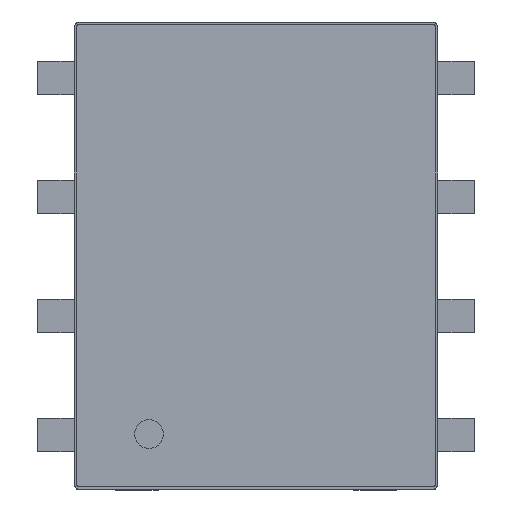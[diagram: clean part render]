
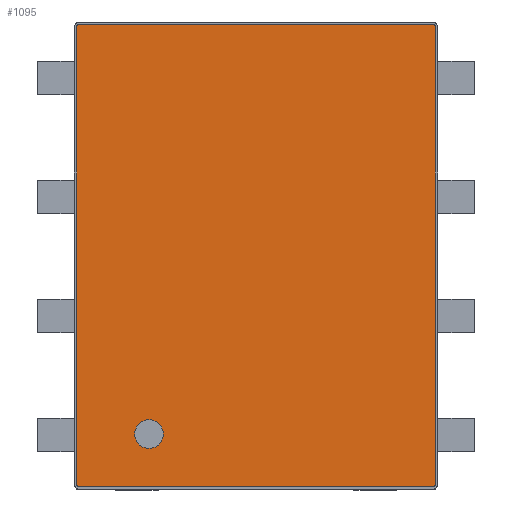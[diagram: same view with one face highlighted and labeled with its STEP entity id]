
A CAD part, top view. The second image highlights one B-rep face of the part: STEP entity #1095.
In plain terms, the highlighted planar face has unit normal (0, 0, 1).
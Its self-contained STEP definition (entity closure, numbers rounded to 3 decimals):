
#733=CARTESIAN_POINT('',(-2.54,-3.735,10.54));
#734=VERTEX_POINT('',#733);
#743=CARTESIAN_POINT('',(-1.94,-3.735,10.54));
#744=VERTEX_POINT('',#743);
#745=CARTESIAN_POINT('',(-2.24,-3.735,10.54));
#746=DIRECTION('',(0.0,0.0,-1.0));
#747=DIRECTION('',(-1.0,0.0,0.0));
#748=AXIS2_PLACEMENT_3D('',#745,#746,#747);
#749=CIRCLE('',#748,0.3);
#750=EDGE_CURVE('',#744,#734,#749,.T.);
#784=CARTESIAN_POINT('',(-2.24,-3.735,10.54));
#785=DIRECTION('',(0.0,0.0,-1.0));
#786=DIRECTION('',(-1.0,0.0,0.0));
#787=AXIS2_PLACEMENT_3D('',#784,#785,#786);
#788=CIRCLE('',#787,0.3);
#789=EDGE_CURVE('',#734,#744,#788,.T.);
#809=CARTESIAN_POINT('',(-3.75,4.79,10.54));
#810=VERTEX_POINT('',#809);
#811=CARTESIAN_POINT('',(-3.7,4.84,10.54));
#812=VERTEX_POINT('',#811);
#813=CARTESIAN_POINT('',(-3.7,4.79,10.54));
#814=DIRECTION('',(0.0,0.0,-1.0));
#815=DIRECTION('',(-0.707,0.707,0.0));
#816=AXIS2_PLACEMENT_3D('',#813,#814,#815);
#817=CIRCLE('',#816,0.05);
#818=EDGE_CURVE('',#810,#812,#817,.T.);
#860=CARTESIAN_POINT('',(-3.75,-4.79,10.54));
#861=VERTEX_POINT('',#860);
#868=CARTESIAN_POINT('',(-3.75,4.79,10.54));
#869=DIRECTION('',(0.0,-1.0,0.0));
#870=VECTOR('',#869,9.58);
#871=LINE('',#868,#870);
#872=EDGE_CURVE('',#810,#861,#871,.T.);
#941=CARTESIAN_POINT('',(-3.7,-4.84,10.54));
#942=VERTEX_POINT('',#941);
#943=CARTESIAN_POINT('',(-3.7,-4.79,10.54));
#944=DIRECTION('',(0.0,0.0,-1.0));
#945=DIRECTION('',(-0.707,-0.707,0.0));
#946=AXIS2_PLACEMENT_3D('',#943,#944,#945);
#947=CIRCLE('',#946,0.05);
#948=EDGE_CURVE('',#942,#861,#947,.T.);
#968=CARTESIAN_POINT('',(3.7,-4.84,10.54));
#969=VERTEX_POINT('',#968);
#976=CARTESIAN_POINT('',(-3.7,-4.84,10.54));
#977=DIRECTION('',(1.0,0.0,0.0));
#978=VECTOR('',#977,7.4);
#979=LINE('',#976,#978);
#980=EDGE_CURVE('',#942,#969,#979,.T.);
#990=CARTESIAN_POINT('',(3.75,-4.79,10.54));
#991=VERTEX_POINT('',#990);
#992=CARTESIAN_POINT('',(3.7,-4.79,10.54));
#993=DIRECTION('',(0.0,0.0,-1.0));
#994=DIRECTION('',(0.707,-0.707,0.0));
#995=AXIS2_PLACEMENT_3D('',#992,#993,#994);
#996=CIRCLE('',#995,0.05);
#997=EDGE_CURVE('',#991,#969,#996,.T.);
#1017=CARTESIAN_POINT('',(3.75,4.79,10.54));
#1018=VERTEX_POINT('',#1017);
#1025=CARTESIAN_POINT('',(3.75,-4.79,10.54));
#1026=DIRECTION('',(0.0,1.0,0.0));
#1027=VECTOR('',#1026,9.58);
#1028=LINE('',#1025,#1027);
#1029=EDGE_CURVE('',#991,#1018,#1028,.T.);
#1039=CARTESIAN_POINT('',(3.7,4.84,10.54));
#1040=VERTEX_POINT('',#1039);
#1041=CARTESIAN_POINT('',(3.7,4.79,10.54));
#1042=DIRECTION('',(0.0,0.0,-1.0));
#1043=DIRECTION('',(0.707,0.707,0.0));
#1044=AXIS2_PLACEMENT_3D('',#1041,#1042,#1043);
#1045=CIRCLE('',#1044,0.05);
#1046=EDGE_CURVE('',#1040,#1018,#1045,.T.);
#1065=CARTESIAN_POINT('',(3.7,4.84,10.54));
#1066=DIRECTION('',(-1.0,0.0,0.0));
#1067=VECTOR('',#1066,7.4);
#1068=LINE('',#1065,#1067);
#1069=EDGE_CURVE('',#1040,#812,#1068,.T.);
#1076=CARTESIAN_POINT('',(0.,0.,10.54));
#1077=DIRECTION('',(0.0,0.0,1.0));
#1078=DIRECTION('',(0.0,-1.0,0.0));
#1079=AXIS2_PLACEMENT_3D('',#1076,#1077,#1078);
#1080=PLANE('',#1079);
#1081=ORIENTED_EDGE('',*,*,#818,.F.);
#1082=ORIENTED_EDGE('',*,*,#872,.T.);
#1083=ORIENTED_EDGE('',*,*,#948,.F.);
#1084=ORIENTED_EDGE('',*,*,#980,.T.);
#1085=ORIENTED_EDGE('',*,*,#997,.F.);
#1086=ORIENTED_EDGE('',*,*,#1029,.T.);
#1087=ORIENTED_EDGE('',*,*,#1046,.F.);
#1088=ORIENTED_EDGE('',*,*,#1069,.T.);
#1089=EDGE_LOOP('',(#1081,#1082,#1083,#1084,#1085,#1086,#1087,#1088));
#1090=FACE_OUTER_BOUND('',#1089,.T.);
#1091=ORIENTED_EDGE('',*,*,#789,.T.);
#1092=ORIENTED_EDGE('',*,*,#750,.T.);
#1093=EDGE_LOOP('',(#1091,#1092));
#1094=FACE_BOUND('',#1093,.T.);
#1095=ADVANCED_FACE('',(#1090,#1094),#1080,.T.);
